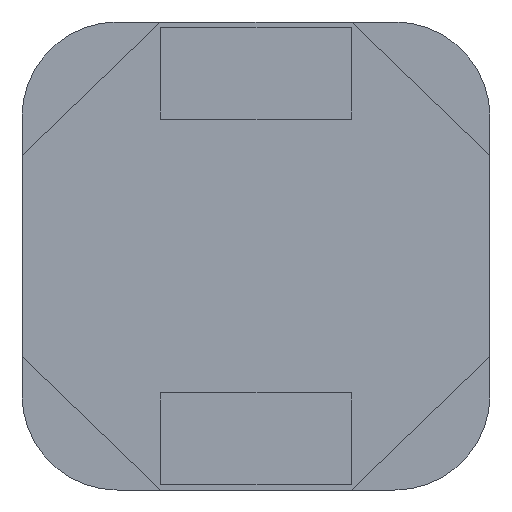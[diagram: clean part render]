
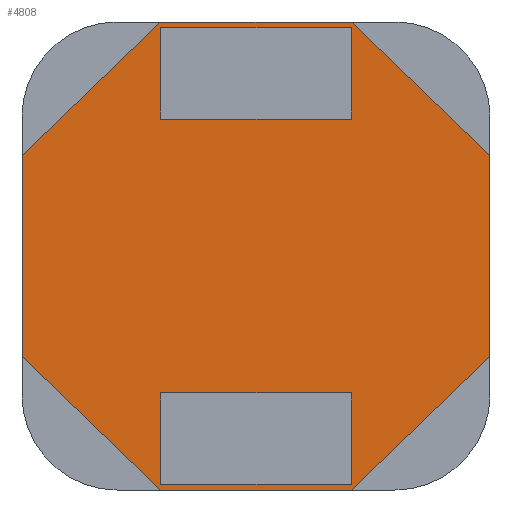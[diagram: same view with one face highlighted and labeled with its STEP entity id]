
A CAD part, front view. The second image highlights one B-rep face of the part: STEP entity #4808.
In plain terms, the highlighted planar face has unit normal (0, -1, 0).
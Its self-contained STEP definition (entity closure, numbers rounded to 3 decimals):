
#16 = EDGE_CURVE ( 'NONE', #3553, #10261, #6304, .T. ) ;
#74 = CARTESIAN_POINT ( 'NONE',  ( -2.5, 0., -6.15 ) ) ;
#213 = EDGE_CURVE ( 'NONE', #11462, #6211, #2408, .T. ) ;
#450 = VECTOR ( 'NONE', #5087, 1000. ) ;
#499 = LINE ( 'NONE', #2799, #12410 ) ;
#562 = CARTESIAN_POINT ( 'NONE',  ( -6.15, 0., 6.15 ) ) ;
#629 = CARTESIAN_POINT ( 'NONE',  ( 2.5, 0., -6.15 ) ) ;
#1030 = DIRECTION ( 'NONE',  ( -0.722, 0., 0.692 ) ) ;
#1064 = CARTESIAN_POINT ( 'NONE',  ( -2.5, 0., 6.15 ) ) ;
#1114 = EDGE_CURVE ( 'NONE', #1162, #9066, #4950, .T. ) ;
#1162 = VERTEX_POINT ( 'NONE', #5879 ) ;
#1171 = CARTESIAN_POINT ( 'NONE',  ( 6.15, 0., -2.65 ) ) ;
#1184 = VERTEX_POINT ( 'NONE', #629 ) ;
#1316 = DIRECTION ( 'NONE',  ( 0., 0., -1. ) ) ;
#1320 = CARTESIAN_POINT ( 'NONE',  ( 6.15, 0., 2.65 ) ) ;
#1507 = FACE_BOUND ( 'NONE', #5617, .T. ) ;
#1877 = CARTESIAN_POINT ( 'NONE',  ( 6.15, 0., 6.15 ) ) ;
#1921 = LINE ( 'NONE', #7373, #5090 ) ;
#1951 = ORIENTED_EDGE ( 'NONE', *, *, #3446, .F. ) ;
#1960 = EDGE_CURVE ( 'NONE', #12996, #13226, #1921, .T. ) ;
#1983 = DIRECTION ( 'NONE',  ( 0.722, 0., -0.692 ) ) ;
#2174 = LINE ( 'NONE', #74, #13842 ) ;
#2260 = CARTESIAN_POINT ( 'NONE',  ( 2.5, 0., 3.6 ) ) ;
#2408 = LINE ( 'NONE', #10147, #12616 ) ;
#2453 = CARTESIAN_POINT ( 'NONE',  ( 2.5, 0., -3.6 ) ) ;
#2483 = ORIENTED_EDGE ( 'NONE', *, *, #7139, .F. ) ;
#2498 = ORIENTED_EDGE ( 'NONE', *, *, #1960, .F. ) ;
#2799 = CARTESIAN_POINT ( 'NONE',  ( 2.5, 0., 6.15 ) ) ;
#2850 = ORIENTED_EDGE ( 'NONE', *, *, #7669, .F. ) ;
#2960 = CARTESIAN_POINT ( 'NONE',  ( 2.5, 0., -6. ) ) ;
#2964 = VERTEX_POINT ( 'NONE', #11542 ) ;
#3271 = EDGE_CURVE ( 'NONE', #1184, #4015, #11220, .T. ) ;
#3446 = EDGE_CURVE ( 'NONE', #9397, #11462, #8641, .T. ) ;
#3499 = CARTESIAN_POINT ( 'NONE',  ( 2.5, 0., 6.15 ) ) ;
#3553 = VERTEX_POINT ( 'NONE', #2453 ) ;
#3607 = CARTESIAN_POINT ( 'NONE',  ( -2.5, 0., 3.6 ) ) ;
#3668 = CARTESIAN_POINT ( 'NONE',  ( -2.5, 0., 6. ) ) ;
#3893 = VERTEX_POINT ( 'NONE', #13816 ) ;
#3900 = EDGE_CURVE ( 'NONE', #10682, #3553, #12158, .T. ) ;
#4015 = VERTEX_POINT ( 'NONE', #6425 ) ;
#4261 = LINE ( 'NONE', #10936, #10067 ) ;
#4285 = ORIENTED_EDGE ( 'NONE', *, *, #3900, .F. ) ;
#4604 = PLANE ( 'NONE',  #7105 ) ;
#4614 = LINE ( 'NONE', #5982, #6555 ) ;
#4808 = ADVANCED_FACE ( 'NONE', ( #7760, #8915, #1507 ), #4604, .F. ) ;
#4950 = LINE ( 'NONE', #562, #13524 ) ;
#4953 = ORIENTED_EDGE ( 'NONE', *, *, #13436, .F. ) ;
#5057 = ORIENTED_EDGE ( 'NONE', *, *, #1114, .F. ) ;
#5087 = DIRECTION ( 'NONE',  ( -1., 0., 0. ) ) ;
#5090 = VECTOR ( 'NONE', #1983, 1000. ) ;
#5141 = VERTEX_POINT ( 'NONE', #2260 ) ;
#5180 = LINE ( 'NONE', #1064, #13273 ) ;
#5268 = ORIENTED_EDGE ( 'NONE', *, *, #10470, .F. ) ;
#5617 = EDGE_LOOP ( 'NONE', ( #8379, #4285, #5268, #5949 ) ) ;
#5879 = CARTESIAN_POINT ( 'NONE',  ( -6.15, 0., -2.65 ) ) ;
#5949 = ORIENTED_EDGE ( 'NONE', *, *, #13638, .F. ) ;
#5982 = CARTESIAN_POINT ( 'NONE',  ( 6.15, 0., -2.65 ) ) ;
#5984 = VERTEX_POINT ( 'NONE', #1171 ) ;
#6021 = EDGE_CURVE ( 'NONE', #2964, #12996, #13115, .T. ) ;
#6211 = VERTEX_POINT ( 'NONE', #3607 ) ;
#6287 = ORIENTED_EDGE ( 'NONE', *, *, #11327, .F. ) ;
#6304 = LINE ( 'NONE', #10520, #450 ) ;
#6425 = CARTESIAN_POINT ( 'NONE',  ( -2.5, 0., -6.15 ) ) ;
#6428 = CARTESIAN_POINT ( 'NONE',  ( 6.15, 0., -6. ) ) ;
#6555 = VECTOR ( 'NONE', #12513, 1000. ) ;
#6687 = LINE ( 'NONE', #14234, #11027 ) ;
#6721 = ORIENTED_EDGE ( 'NONE', *, *, #9639, .F. ) ;
#6730 = DIRECTION ( 'NONE',  ( 0., 0., 1. ) ) ;
#6928 = DIRECTION ( 'NONE',  ( -1., 0., 0. ) ) ;
#7105 = AXIS2_PLACEMENT_3D ( 'NONE', #1877, #10633, #13970 ) ;
#7139 = EDGE_CURVE ( 'NONE', #6211, #5141, #6687, .T. ) ;
#7169 = VECTOR ( 'NONE', #6928, 1000. ) ;
#7178 = VECTOR ( 'NONE', #6730, 1000. ) ;
#7373 = CARTESIAN_POINT ( 'NONE',  ( 2.5, 0., 6.15 ) ) ;
#7417 = VECTOR ( 'NONE', #10810, 1000. ) ;
#7461 = CARTESIAN_POINT ( 'NONE',  ( -6.15, 0., 2.65 ) ) ;
#7650 = ORIENTED_EDGE ( 'NONE', *, *, #6021, .F. ) ;
#7669 = EDGE_CURVE ( 'NONE', #5141, #9397, #499, .T. ) ;
#7712 = LINE ( 'NONE', #6428, #7417 ) ;
#7760 = FACE_BOUND ( 'NONE', #11129, .T. ) ;
#7826 = VECTOR ( 'NONE', #8783, 1000. ) ;
#8379 = ORIENTED_EDGE ( 'NONE', *, *, #16, .F. ) ;
#8641 = LINE ( 'NONE', #8703, #11253 ) ;
#8680 = VECTOR ( 'NONE', #12272, 1000. ) ;
#8692 = ORIENTED_EDGE ( 'NONE', *, *, #14176, .F. ) ;
#8703 = CARTESIAN_POINT ( 'NONE',  ( 6.15, 0., 6. ) ) ;
#8766 = CARTESIAN_POINT ( 'NONE',  ( -6.15, 0., 2.65 ) ) ;
#8783 = DIRECTION ( 'NONE',  ( 1., 0., 0. ) ) ;
#8886 = DIRECTION ( 'NONE',  ( 0., 0., -1. ) ) ;
#8915 = FACE_OUTER_BOUND ( 'NONE', #14036, .T. ) ;
#9066 = VERTEX_POINT ( 'NONE', #7461 ) ;
#9397 = VERTEX_POINT ( 'NONE', #10518 ) ;
#9531 = ORIENTED_EDGE ( 'NONE', *, *, #213, .F. ) ;
#9639 = EDGE_CURVE ( 'NONE', #4015, #1162, #2174, .T. ) ;
#10067 = VECTOR ( 'NONE', #12003, 1000. ) ;
#10147 = CARTESIAN_POINT ( 'NONE',  ( -2.5, 0., 6.15 ) ) ;
#10261 = VERTEX_POINT ( 'NONE', #11301 ) ;
#10284 = CARTESIAN_POINT ( 'NONE',  ( 6.15, 0., -6.15 ) ) ;
#10305 = CARTESIAN_POINT ( 'NONE',  ( 2.5, 0., 6.15 ) ) ;
#10470 = EDGE_CURVE ( 'NONE', #3893, #10682, #7712, .T. ) ;
#10500 = ORIENTED_EDGE ( 'NONE', *, *, #3271, .F. ) ;
#10518 = CARTESIAN_POINT ( 'NONE',  ( 2.5, 0., 6. ) ) ;
#10520 = CARTESIAN_POINT ( 'NONE',  ( 6.15, 0., -3.6 ) ) ;
#10633 = DIRECTION ( 'NONE',  ( 0., 1., 0. ) ) ;
#10682 = VERTEX_POINT ( 'NONE', #2960 ) ;
#10810 = DIRECTION ( 'NONE',  ( 1., 0., 0. ) ) ;
#10874 = CARTESIAN_POINT ( 'NONE',  ( 6.15, 0., 6.15 ) ) ;
#10936 = CARTESIAN_POINT ( 'NONE',  ( 6.15, 0., 6.15 ) ) ;
#11027 = VECTOR ( 'NONE', #13167, 1000. ) ;
#11129 = EDGE_LOOP ( 'NONE', ( #9531, #1951, #2850, #2483 ) ) ;
#11220 = LINE ( 'NONE', #10284, #7169 ) ;
#11253 = VECTOR ( 'NONE', #13188, 1000. ) ;
#11301 = CARTESIAN_POINT ( 'NONE',  ( -2.5, 0., -3.6 ) ) ;
#11327 = EDGE_CURVE ( 'NONE', #13226, #5984, #4261, .T. ) ;
#11388 = DIRECTION ( 'NONE',  ( 0., 0., 1. ) ) ;
#11462 = VERTEX_POINT ( 'NONE', #3668 ) ;
#11542 = CARTESIAN_POINT ( 'NONE',  ( -2.5, 0., 6.15 ) ) ;
#12003 = DIRECTION ( 'NONE',  ( 0., 0., -1. ) ) ;
#12158 = LINE ( 'NONE', #3499, #7178 ) ;
#12272 = DIRECTION ( 'NONE',  ( 0.722, 0., 0.692 ) ) ;
#12410 = VECTOR ( 'NONE', #12426, 1000. ) ;
#12426 = DIRECTION ( 'NONE',  ( 0., 0., 1. ) ) ;
#12513 = DIRECTION ( 'NONE',  ( -0.722, 0., -0.692 ) ) ;
#12616 = VECTOR ( 'NONE', #1316, 1000. ) ;
#12996 = VERTEX_POINT ( 'NONE', #10305 ) ;
#13115 = LINE ( 'NONE', #10874, #7826 ) ;
#13167 = DIRECTION ( 'NONE',  ( 1., 0., 0. ) ) ;
#13188 = DIRECTION ( 'NONE',  ( -1., 0., 0. ) ) ;
#13226 = VERTEX_POINT ( 'NONE', #1320 ) ;
#13273 = VECTOR ( 'NONE', #8886, 1000. ) ;
#13384 = LINE ( 'NONE', #8766, #8680 ) ;
#13436 = EDGE_CURVE ( 'NONE', #9066, #2964, #13384, .T. ) ;
#13524 = VECTOR ( 'NONE', #11388, 1000. ) ;
#13638 = EDGE_CURVE ( 'NONE', #10261, #3893, #5180, .T. ) ;
#13816 = CARTESIAN_POINT ( 'NONE',  ( -2.5, 0., -6. ) ) ;
#13842 = VECTOR ( 'NONE', #1030, 1000. ) ;
#13970 = DIRECTION ( 'NONE',  ( 0., 0., 1. ) ) ;
#14036 = EDGE_LOOP ( 'NONE', ( #5057, #6721, #10500, #8692, #6287, #2498, #7650, #4953 ) ) ;
#14176 = EDGE_CURVE ( 'NONE', #5984, #1184, #4614, .T. ) ;
#14234 = CARTESIAN_POINT ( 'NONE',  ( 6.15, 0., 3.6 ) ) ;
